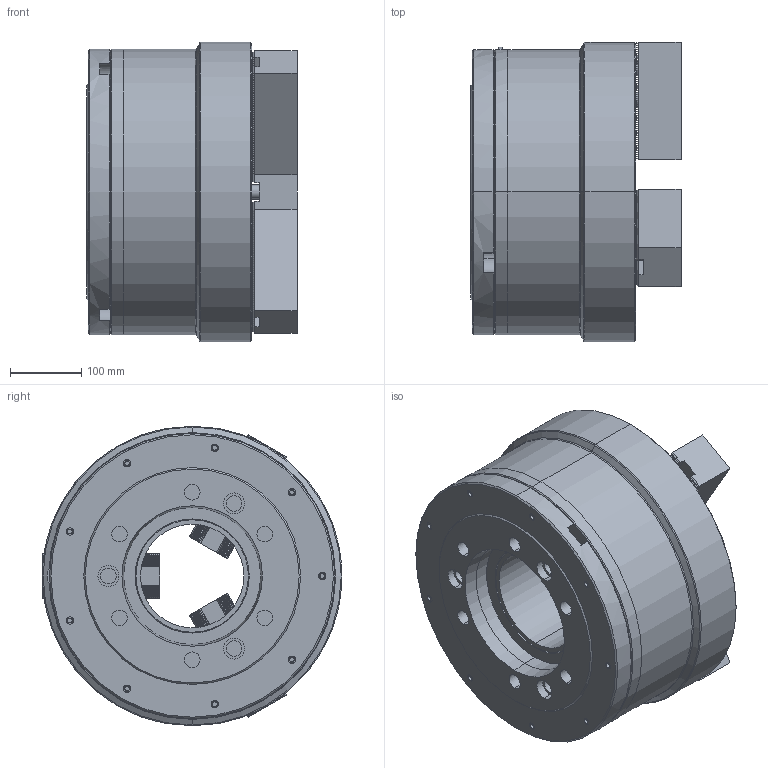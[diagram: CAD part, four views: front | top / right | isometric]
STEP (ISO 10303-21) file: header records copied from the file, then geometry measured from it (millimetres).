
FILE_DESCRIPTION (( 'STEP AP203' ), '1' );
FILE_NAME ('CF-AP-145A11.STEP', '2020-01-21T08:57:14', ( 'temp' ), ( '' ), 'SwSTEP 2.0', 'SolidWorks 2016', '' );
FILE_SCHEMA (( 'CONFIG_CONTROL_DESIGN' ));
Length unit declared in the file: millimetre
Products named in the file (13): 圓頭內六角螺栓_M20x45; CF-AP-145-0100G; 圓頭內六角螺栓_M8x16; CF-AP-145-05000; 圓頭內六角螺栓_M12x25; CF-AP-145-06000; AP-145-07A11法蘭; SJ-185; CF-AP-145A11; CF-AP-145-15000; CF-AP-145-08000; CF-AP-145-17010; 圓頭內六角螺栓_M12x40
Assembly tree (44 placements, depth 2):
  CF-AP-145A11
    CF-AP-145-0100G
    CF-AP-145-05000
    CF-AP-145-06000
    SJ-185  x3
    CF-AP-145-15000
    CF-AP-145-08000
    CF-AP-145-17010  x2
    圓頭內六角螺栓_M12x40  x9
    圓頭內六角螺栓_M20x45  x6
    圓頭內六角螺栓_M8x16  x6
    圓頭內六角螺栓_M12x25  x12
    AP-145-07A11法蘭
Bounding box: 294.7 x 420.5 x 420 mm (x, y, z)
Volume: 19973176.8 mm3; surface area: 1827876.4 mm2
Topology: 44 solids, 44 shells, 3111 faces, 8062 edges, 5140 vertices
Faces by surface type: plane 1694, cylinder 963, cone 424, bspline 30
Entity records: 47694 total; most frequent: CARTESIAN_POINT 11220, DIRECTION 7304, ORIENTED_EDGE 7008, EDGE_CURVE 3504, AXIS2_PLACEMENT_3D 2667, VERTEX_POINT 2259, VECTOR 1970, LINE 1970
